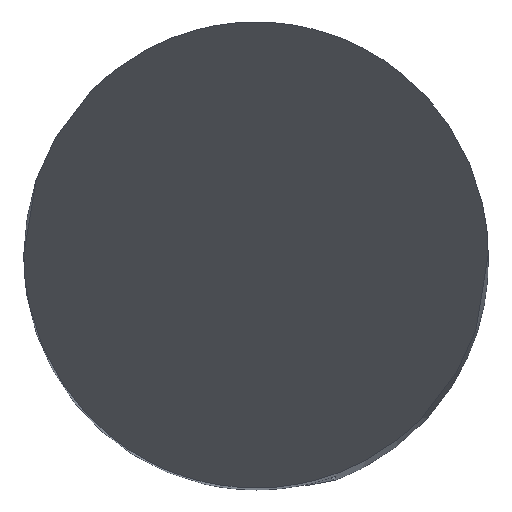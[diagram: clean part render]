
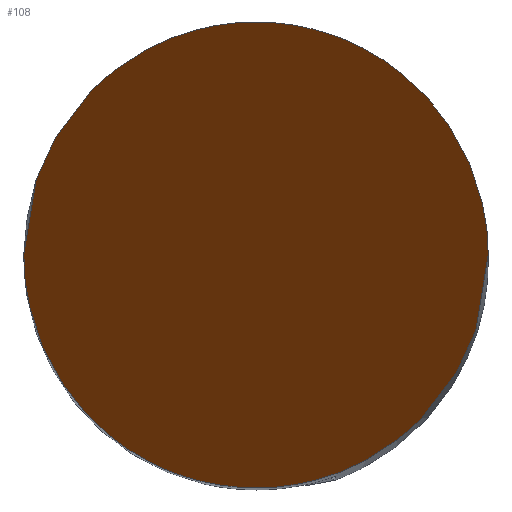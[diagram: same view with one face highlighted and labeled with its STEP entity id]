
A CAD part, top view. The second image highlights one B-rep face of the part: STEP entity #108.
In plain terms, the highlighted planar face has unit normal (0, -0.866, 0.5).
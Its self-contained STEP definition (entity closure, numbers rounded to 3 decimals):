
#61=PLANE('',#474);
#108=ADVANCED_FACE('',(#134),#61,.F.);
#134=FACE_OUTER_BOUND('',#157,.T.);
#157=EDGE_LOOP('',(#230,#231));
#230=ORIENTED_EDGE('',*,*,#336,.F.);
#231=ORIENTED_EDGE('',*,*,#346,.F.);
#297=VERTEX_POINT('',#850);
#298=VERTEX_POINT('',#851);
#336=EDGE_CURVE('',#297,#298,#417,.T.);
#346=EDGE_CURVE('',#298,#297,#420,.T.);
#417=(
BOUNDED_CURVE()
B_SPLINE_CURVE(3,(#846,#847,#848,#849),.UNSPECIFIED.,.F.,.F.)
B_SPLINE_CURVE_WITH_KNOTS((4,4),(0.,1.),.UNSPECIFIED.)
CURVE()
GEOMETRIC_REPRESENTATION_ITEM()
RATIONAL_B_SPLINE_CURVE((1.,0.333,0.333,1.))
REPRESENTATION_ITEM('')
);
#420=(
BOUNDED_CURVE()
B_SPLINE_CURVE(3,(#900,#901,#902,#903),.UNSPECIFIED.,.F.,.F.)
B_SPLINE_CURVE_WITH_KNOTS((4,4),(0.,1.),.UNSPECIFIED.)
CURVE()
GEOMETRIC_REPRESENTATION_ITEM()
RATIONAL_B_SPLINE_CURVE((1.,0.333,0.333,1.))
REPRESENTATION_ITEM('')
);
#474=AXIS2_PLACEMENT_3D('',#970,#527,#528);
#527=DIRECTION('',(0.,0.866,-0.5));
#528=DIRECTION('',(0.,-0.5,-0.866));
#846=CARTESIAN_POINT('',(-3.,0.,0.));
#847=CARTESIAN_POINT('',(-3.,6.,10.392));
#848=CARTESIAN_POINT('',(3.,6.,10.392));
#849=CARTESIAN_POINT('',(3.,0.,0.));
#850=CARTESIAN_POINT('',(-3.,0.,0.));
#851=CARTESIAN_POINT('',(3.,0.,0.));
#900=CARTESIAN_POINT('',(3.,0.,0.));
#901=CARTESIAN_POINT('',(3.,-6.,-10.392));
#902=CARTESIAN_POINT('',(-3.,-6.,-10.392));
#903=CARTESIAN_POINT('',(-3.,0.,0.));
#970=CARTESIAN_POINT('',(3.,3.,5.196));
